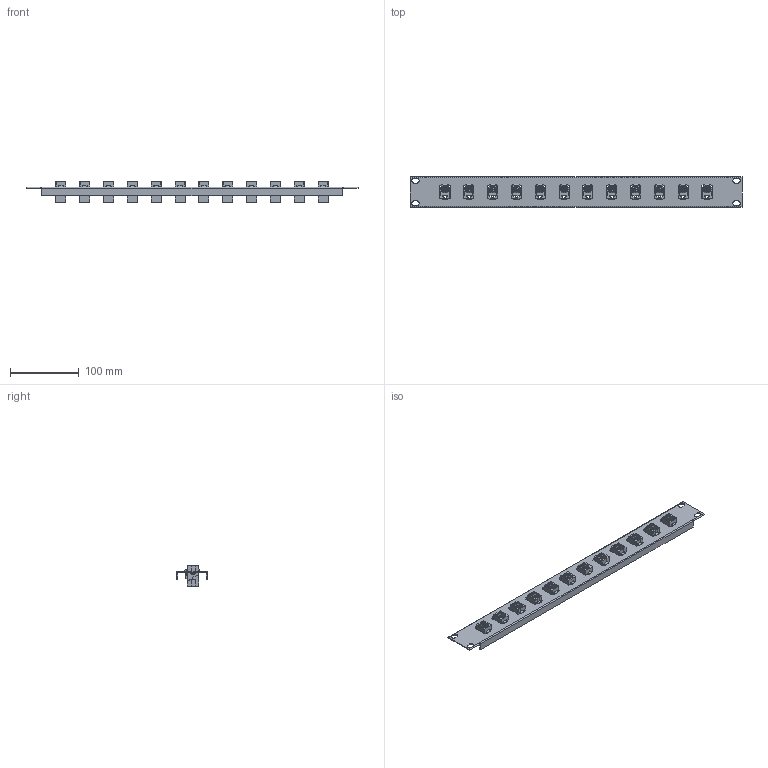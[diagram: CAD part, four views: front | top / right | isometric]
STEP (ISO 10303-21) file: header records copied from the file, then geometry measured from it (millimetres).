
FILE_DESCRIPTION (( 'STEP AP214' ), '1' );
FILE_NAME ('PR175B-C5E-12_3D.step', '2025-02-28T17:02:12', ( '' ), ( '' ), 'SwSTEP 2.0', 'SolidWorks 2022', '' );
FILE_SCHEMA (( 'AUTOMOTIVE_DESIGN' ));
Length unit declared in the file: inch
Products named in the file (3): PR175B-12KS; PR175B-C5E-12_3D; TDG1026KC5_no label
Assembly tree (13 placements, depth 2):
  PR175B-C5E-12_3D
    PR175B-12KS
    TDG1026KC5_no label  x12
Bounding box: 482.6 x 44.45 x 29.8 mm (x, y, z)
Volume: 102115.8 mm3; surface area: 103437.8 mm2
Topology: 13 solids, 13 shells, 3594 faces, 9956 edges, 6604 vertices
Faces by surface type: plane 2422, bspline 960, cylinder 164, torus 48
Entity records: 17417 total; most frequent: CARTESIAN_POINT 6978, ORIENTED_EDGE 2136, DIRECTION 1579, EDGE_CURVE 1068, LINE 821, VECTOR 821, VERTEX_POINT 708, EDGE_LOOP 466
